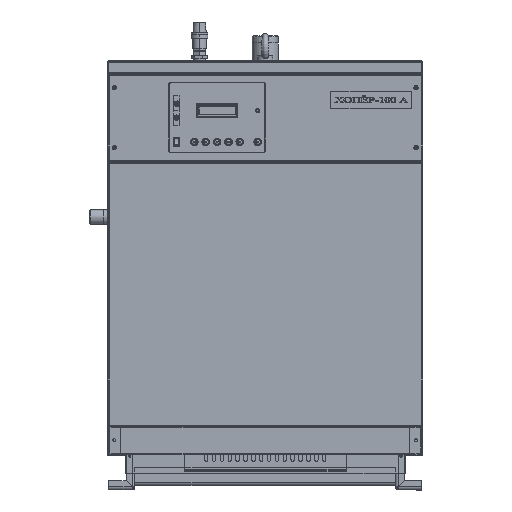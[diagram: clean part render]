
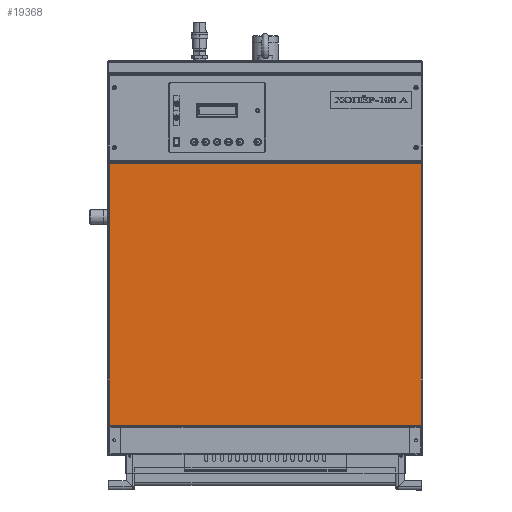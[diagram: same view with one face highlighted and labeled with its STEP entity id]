
A CAD part, top view. The second image highlights one B-rep face of the part: STEP entity #19368.
In plain terms, the highlighted face is planar.
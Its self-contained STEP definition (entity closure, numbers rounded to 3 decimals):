
#19368=ADVANCED_FACE('',(#37628),#37630,.T.);
#37628=FACE_BOUND('',#37629,.T.);
#37629=EDGE_LOOP('',(#48424,#48425,#48426,#48427));
#37630=PLANE('',#37631);
#37631=AXIS2_PLACEMENT_3D('',#37632,#37633,#37634);
#37632=CARTESIAN_POINT('',(-1.5,0.,0.));
#37633=DIRECTION('',(-1.,0.,-0.));
#37634=DIRECTION('',(0.,0.,-1.));
#48424=ORIENTED_EDGE('',*,*,#53669,.T.);
#48425=ORIENTED_EDGE('',*,*,#53676,.T.);
#48426=ORIENTED_EDGE('',*,*,#53677,.T.);
#48427=ORIENTED_EDGE('',*,*,#53678,.T.);
#53669=EDGE_CURVE('',#61062,#61068,#61070,.T.);
#53676=EDGE_CURVE('',#61068,#61080,#61081,.T.);
#53677=EDGE_CURVE('',#61080,#61082,#61083,.T.);
#53678=EDGE_CURVE('',#61082,#61062,#61084,.T.);
#61062=VERTEX_POINT('',#91812);
#61068=VERTEX_POINT('',#91828);
#61070=LINE('',#91833,#91834);
#61080=VERTEX_POINT('',#91860);
#61081=LINE('',#91861,#91862);
#61082=VERTEX_POINT('',#91864);
#61083=LINE('',#91865,#91866);
#61084=LINE('',#91868,#91869);
#91812=CARTESIAN_POINT('',(-1.5,299.5,-357.));
#91828=CARTESIAN_POINT('',(-1.5,-299.5,-357.));
#91833=CARTESIAN_POINT('',(-1.5,299.5,-357.));
#91834=VECTOR('',#91835,1.);
#91835=DIRECTION('',(0.,-1.,0.));
#91860=CARTESIAN_POINT('',(-1.5,-299.5,357.));
#91861=CARTESIAN_POINT('',(-1.5,-299.5,-357.));
#91862=VECTOR('',#91863,1.);
#91863=DIRECTION('',(0.,0.,1.));
#91864=CARTESIAN_POINT('',(-1.5,299.5,357.));
#91865=CARTESIAN_POINT('',(-1.5,-299.5,357.));
#91866=VECTOR('',#91867,1.);
#91867=DIRECTION('',(0.,1.,0.));
#91868=CARTESIAN_POINT('',(-1.5,299.5,357.));
#91869=VECTOR('',#91870,1.);
#91870=DIRECTION('',(0.,0.,-1.));
